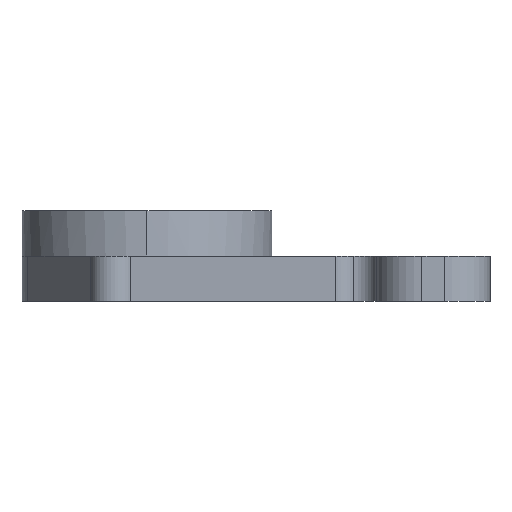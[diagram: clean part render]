
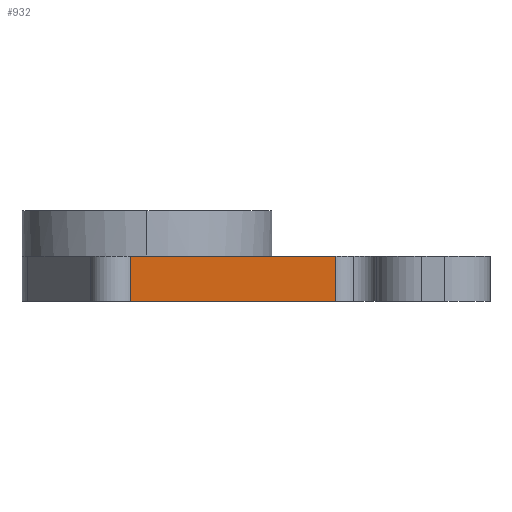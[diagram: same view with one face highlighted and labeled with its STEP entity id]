
A CAD part, left-side view. The second image highlights one B-rep face of the part: STEP entity #932.
In plain terms, the highlighted planar face has unit normal (-0.62, -0.785, 0).
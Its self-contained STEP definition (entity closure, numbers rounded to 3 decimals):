
#12 = EDGE_CURVE ( 'NONE', #87, #677, #192, .T. ) ;
#40 = ORIENTED_EDGE ( 'NONE', *, *, #1144, .T. ) ;
#87 = VERTEX_POINT ( 'NONE', #1111 ) ;
#102 = CARTESIAN_POINT ( 'NONE',  ( 23.488, 31.631, 0. ) ) ;
#114 = VECTOR ( 'NONE', #173, 1000. ) ;
#172 = LINE ( 'NONE', #629, #698 ) ;
#173 = DIRECTION ( 'NONE',  ( -0.785, 0.62, 0. ) ) ;
#182 = CARTESIAN_POINT ( 'NONE',  ( 46.35, 13.569, 0. ) ) ;
#190 = VERTEX_POINT ( 'NONE', #102 ) ;
#192 = LINE ( 'NONE', #1235, #1072 ) ;
#216 = FACE_OUTER_BOUND ( 'NONE', #1268, .T. ) ;
#249 = CARTESIAN_POINT ( 'NONE',  ( 23.488, 31.631, -4. ) ) ;
#406 = DIRECTION ( 'NONE',  ( 0., 0., 1. ) ) ;
#415 = EDGE_CURVE ( 'NONE', #190, #542, #172, .T. ) ;
#456 = CARTESIAN_POINT ( 'NONE',  ( 50.868, 10., 0. ) ) ;
#542 = VERTEX_POINT ( 'NONE', #249 ) ;
#576 = ORIENTED_EDGE ( 'NONE', *, *, #12, .T. ) ;
#629 = CARTESIAN_POINT ( 'NONE',  ( 23.488, 31.631, -4. ) ) ;
#650 = LINE ( 'NONE', #1191, #114 ) ;
#656 = EDGE_CURVE ( 'NONE', #87, #542, #650, .T. ) ;
#670 = PLANE ( 'NONE',  #1453 ) ;
#677 = VERTEX_POINT ( 'NONE', #182 ) ;
#686 = DIRECTION ( 'NONE',  ( -0.785, 0.62, 0. ) ) ;
#698 = VECTOR ( 'NONE', #1283, 1000. ) ;
#742 = ORIENTED_EDGE ( 'NONE', *, *, #656, .F. ) ;
#877 = DIRECTION ( 'NONE',  ( -0.785, 0.62, 0. ) ) ;
#932 = ADVANCED_FACE ( 'NONE', ( #216 ), #670, .F. ) ;
#1009 = DIRECTION ( 'NONE',  ( 0.62, 0.785, 0. ) ) ;
#1067 = ORIENTED_EDGE ( 'NONE', *, *, #415, .T. ) ;
#1072 = VECTOR ( 'NONE', #406, 1000. ) ;
#1111 = CARTESIAN_POINT ( 'NONE',  ( 46.35, 13.569, -4. ) ) ;
#1125 = CARTESIAN_POINT ( 'NONE',  ( 50.868, 10., -4. ) ) ;
#1140 = VECTOR ( 'NONE', #686, 1000. ) ;
#1144 = EDGE_CURVE ( 'NONE', #677, #190, #1246, .T. ) ;
#1191 = CARTESIAN_POINT ( 'NONE',  ( 50.868, 10., -4. ) ) ;
#1235 = CARTESIAN_POINT ( 'NONE',  ( 46.35, 13.569, -4. ) ) ;
#1246 = LINE ( 'NONE', #456, #1140 ) ;
#1268 = EDGE_LOOP ( 'NONE', ( #40, #1067, #742, #576 ) ) ;
#1283 = DIRECTION ( 'NONE',  ( 0., 0., -1. ) ) ;
#1453 = AXIS2_PLACEMENT_3D ( 'NONE', #1125, #1009, #877 ) ;
